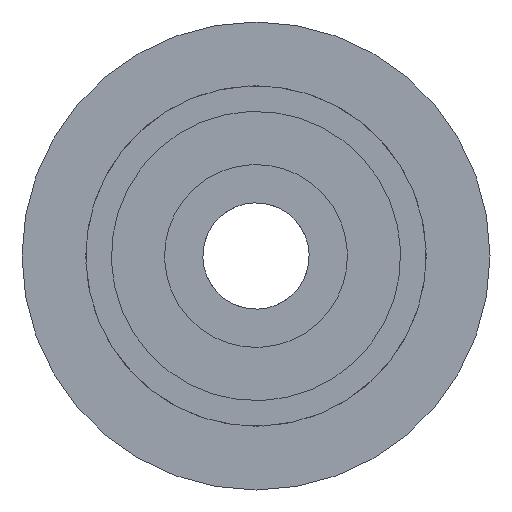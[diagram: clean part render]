
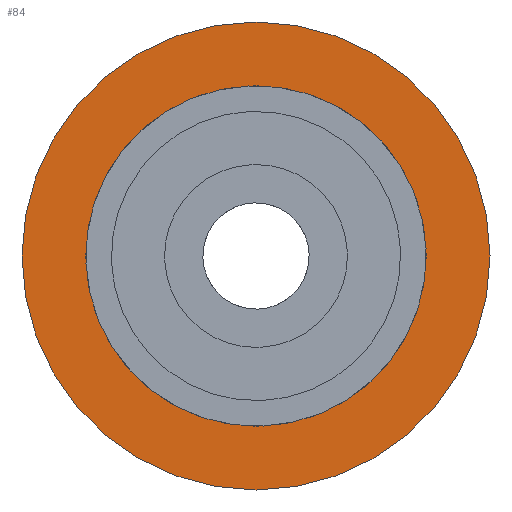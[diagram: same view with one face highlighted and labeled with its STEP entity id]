
A CAD part, left-side view. The second image highlights one B-rep face of the part: STEP entity #84.
In plain terms, the highlighted planar face has unit normal (-1, 0, 0).
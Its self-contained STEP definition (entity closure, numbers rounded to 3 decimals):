
#76 = AXIS2_PLACEMENT_3D ( 'NONE', #1369, #1335, #1328 ) ;
#83 = DIRECTION ( 'NONE',  ( -1., 0., 0. ) ) ;
#84 = ADVANCED_FACE ( 'NONE', ( #1278, #1276 ), #399, .T. ) ;
#103 = VERTEX_POINT ( 'NONE', #587 ) ;
#202 = EDGE_CURVE ( 'NONE', #1042, #1041, #1075, .T. ) ;
#225 = EDGE_CURVE ( 'NONE', #103, #1218, #1047, .T. ) ;
#240 = DIRECTION ( 'NONE',  ( 1., 0., 0. ) ) ;
#242 = DIRECTION ( 'NONE',  ( 0., 0., -1. ) ) ;
#244 = CARTESIAN_POINT ( 'NONE',  ( -6.35, 0., 0. ) ) ;
#353 = CARTESIAN_POINT ( 'NONE',  ( -6.35, 0., 0. ) ) ;
#387 = CARTESIAN_POINT ( 'NONE',  ( -6.35, 8., 0. ) ) ;
#399 = PLANE ( 'NONE',  #947 ) ;
#407 = DIRECTION ( 'NONE',  ( 0., 0., 1. ) ) ;
#429 = AXIS2_PLACEMENT_3D ( 'NONE', #747, #759, #847 ) ;
#481 = CIRCLE ( 'NONE', #76, 8. ) ;
#528 = AXIS2_PLACEMENT_3D ( 'NONE', #353, #1062, #1015 ) ;
#540 = ORIENTED_EDGE ( 'NONE', *, *, #202, .T. ) ;
#557 = AXIS2_PLACEMENT_3D ( 'NONE', #244, #240, #242 ) ;
#587 = CARTESIAN_POINT ( 'NONE',  ( -6.35, 0., 11. ) ) ;
#590 = EDGE_CURVE ( 'NONE', #1218, #103, #805, .T. ) ;
#747 = CARTESIAN_POINT ( 'NONE',  ( -6.35, 0., 0. ) ) ;
#759 = DIRECTION ( 'NONE',  ( 1., 0., 0. ) ) ;
#805 = CIRCLE ( 'NONE', #429, 11. ) ;
#838 = EDGE_LOOP ( 'NONE', ( #540, #1228 ) ) ;
#847 = DIRECTION ( 'NONE',  ( 0., 0., -1. ) ) ;
#947 = AXIS2_PLACEMENT_3D ( 'NONE', #387, #83, #407 ) ;
#1015 = DIRECTION ( 'NONE',  ( 0., 0., -1. ) ) ;
#1041 = VERTEX_POINT ( 'NONE', #1409 ) ;
#1042 = VERTEX_POINT ( 'NONE', #1365 ) ;
#1047 = CIRCLE ( 'NONE', #528, 11. ) ;
#1060 = EDGE_CURVE ( 'NONE', #1041, #1042, #481, .T. ) ;
#1062 = DIRECTION ( 'NONE',  ( 1., 0., 0. ) ) ;
#1075 = CIRCLE ( 'NONE', #557, 8. ) ;
#1211 = ORIENTED_EDGE ( 'NONE', *, *, #225, .F. ) ;
#1218 = VERTEX_POINT ( 'NONE', #1380 ) ;
#1228 = ORIENTED_EDGE ( 'NONE', *, *, #1060, .T. ) ;
#1276 = FACE_OUTER_BOUND ( 'NONE', #1463, .T. ) ;
#1278 = FACE_BOUND ( 'NONE', #838, .T. ) ;
#1299 = ORIENTED_EDGE ( 'NONE', *, *, #590, .F. ) ;
#1328 = DIRECTION ( 'NONE',  ( 0., 0., -1. ) ) ;
#1335 = DIRECTION ( 'NONE',  ( 1., 0., 0. ) ) ;
#1365 = CARTESIAN_POINT ( 'NONE',  ( -6.35, 0., -8. ) ) ;
#1369 = CARTESIAN_POINT ( 'NONE',  ( -6.35, 0., 0. ) ) ;
#1380 = CARTESIAN_POINT ( 'NONE',  ( -6.35, 0., -11. ) ) ;
#1409 = CARTESIAN_POINT ( 'NONE',  ( -6.35, 0., 8. ) ) ;
#1463 = EDGE_LOOP ( 'NONE', ( #1299, #1211 ) ) ;
